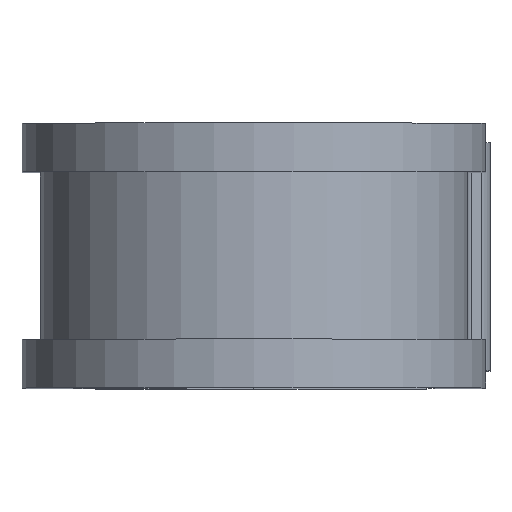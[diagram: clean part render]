
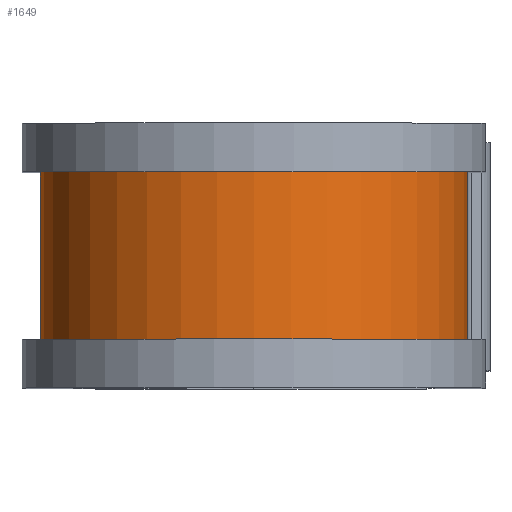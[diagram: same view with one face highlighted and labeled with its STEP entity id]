
A CAD part, top view. The second image highlights one B-rep face of the part: STEP entity #1649.
In plain terms, the highlighted cylindrical face has radius 17.818 mm (diameter 35.636 mm), a partial arc.
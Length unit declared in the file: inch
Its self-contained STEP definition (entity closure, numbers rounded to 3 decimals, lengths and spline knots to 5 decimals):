
#41 = CARTESIAN_POINT ( 'NONE',  ( 0., -0.275, 1.187 ) ) ;
#56 = CARTESIAN_POINT ( 'NONE',  ( -0.7015, -0.275, 1.187 ) ) ;
#156 = DIRECTION ( 'NONE',  ( 0., -1., 0. ) ) ;
#165 = DIRECTION ( 'NONE',  ( 0., -1., 0. ) ) ;
#265 = DIRECTION ( 'NONE',  ( 0., -1., 0. ) ) ;
#282 = VECTOR ( 'NONE', #1935, 39.37008 ) ;
#355 = CARTESIAN_POINT ( 'NONE',  ( -0.7015, 0.275, 1.187 ) ) ;
#414 = EDGE_CURVE ( 'NONE', #795, #592, #554, .T. ) ;
#436 = CARTESIAN_POINT ( 'NONE',  ( 0.7015, 0.375, 1.187 ) ) ;
#495 = ORIENTED_EDGE ( 'NONE', *, *, #414, .F. ) ;
#554 = CIRCLE ( 'NONE', #802, 0.7015 ) ;
#565 = CARTESIAN_POINT ( 'NONE',  ( 0.7015, 0.275, 1.187 ) ) ;
#592 = VERTEX_POINT ( 'NONE', #56 ) ;
#760 = AXIS2_PLACEMENT_3D ( 'NONE', #1209, #156, #1375 ) ;
#795 = VERTEX_POINT ( 'NONE', #1977 ) ;
#802 = AXIS2_PLACEMENT_3D ( 'NONE', #41, #165, #1946 ) ;
#826 = FACE_OUTER_BOUND ( 'NONE', #1045, .T. ) ;
#875 = EDGE_CURVE ( 'NONE', #1476, #592, #1338, .T. ) ;
#893 = ORIENTED_EDGE ( 'NONE', *, *, #1816, .T. ) ;
#894 = CYLINDRICAL_SURFACE ( 'NONE', #1696, 0.7015 ) ;
#909 = ORIENTED_EDGE ( 'NONE', *, *, #941, .F. ) ;
#941 = EDGE_CURVE ( 'NONE', #2121, #795, #1741, .T. ) ;
#1045 = EDGE_LOOP ( 'NONE', ( #909, #893, #1153, #495 ) ) ;
#1147 = CARTESIAN_POINT ( 'NONE',  ( 0., 0.375, 1.187 ) ) ;
#1153 = ORIENTED_EDGE ( 'NONE', *, *, #875, .T. ) ;
#1209 = CARTESIAN_POINT ( 'NONE',  ( 0., 0.275, 1.187 ) ) ;
#1261 = VECTOR ( 'NONE', #1790, 39.37008 ) ;
#1338 = LINE ( 'NONE', #1775, #282 ) ;
#1375 = DIRECTION ( 'NONE',  ( 0., 0., -1. ) ) ;
#1476 = VERTEX_POINT ( 'NONE', #355 ) ;
#1649 = ADVANCED_FACE ( 'NONE', ( #826 ), #894, .T. ) ;
#1674 = CIRCLE ( 'NONE', #760, 0.7015 ) ;
#1696 = AXIS2_PLACEMENT_3D ( 'NONE', #1147, #265, #2081 ) ;
#1741 = LINE ( 'NONE', #436, #1261 ) ;
#1775 = CARTESIAN_POINT ( 'NONE',  ( -0.7015, 0.375, 1.187 ) ) ;
#1790 = DIRECTION ( 'NONE',  ( 0., -1., 0. ) ) ;
#1816 = EDGE_CURVE ( 'NONE', #2121, #1476, #1674, .T. ) ;
#1935 = DIRECTION ( 'NONE',  ( 0., -1., 0. ) ) ;
#1946 = DIRECTION ( 'NONE',  ( 0., 0., -1. ) ) ;
#1977 = CARTESIAN_POINT ( 'NONE',  ( 0.7015, -0.275, 1.187 ) ) ;
#2081 = DIRECTION ( 'NONE',  ( 0., 0., -1. ) ) ;
#2121 = VERTEX_POINT ( 'NONE', #565 ) ;
